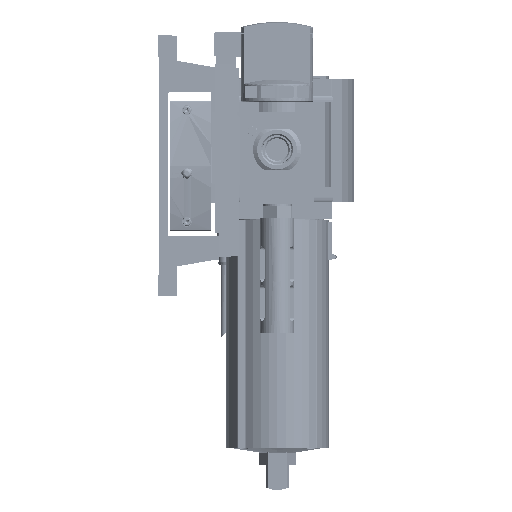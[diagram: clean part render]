
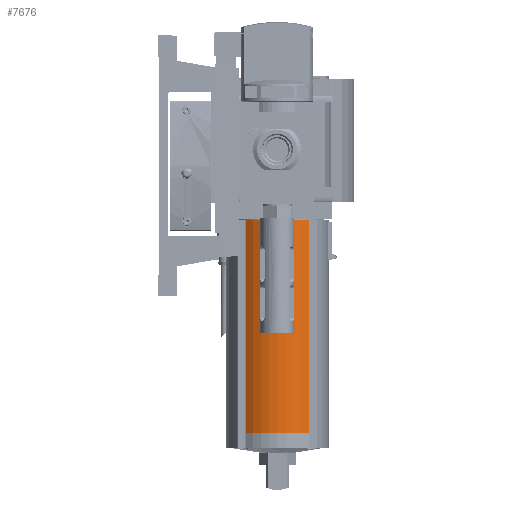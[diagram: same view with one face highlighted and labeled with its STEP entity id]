
A CAD part, left-side view. The second image highlights one B-rep face of the part: STEP entity #7676.
In plain terms, the highlighted cylindrical face has radius 41.5 mm (diameter 83 mm), a partial arc.
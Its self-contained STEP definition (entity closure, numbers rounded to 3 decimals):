
#7676=ADVANCED_FACE('',(#20957),#20958,.T.);
#20957=FACE_OUTER_BOUND('',#40395,.T.);
#20958=CYLINDRICAL_SURFACE('',#40396,41.5);
#40395=EDGE_LOOP('',(#63299,#63300,#63301,#63302));
#40396=AXIS2_PLACEMENT_3D('',#63303,#63304,#63305);
#63299=ORIENTED_EDGE('',*,*,#117237,.T.);
#63300=ORIENTED_EDGE('',*,*,#117286,.T.);
#63301=ORIENTED_EDGE('',*,*,#117287,.F.);
#63302=ORIENTED_EDGE('',*,*,#117258,.F.);
#63303=CARTESIAN_POINT('',(-9.759,-0.754,-277.659));
#63304=DIRECTION('',(0.,0.,1.0));
#63305=DIRECTION('',(0.,1.0,0.));
#117237=EDGE_CURVE('',#140935,#140932,#140936,.T.);
#117258=EDGE_CURVE('',#140935,#140972,#140973,.T.);
#117286=EDGE_CURVE('',#140932,#141018,#141019,.T.);
#117287=EDGE_CURVE('',#140972,#141018,#141020,.T.);
#140932=VERTEX_POINT('',#175909);
#140935=VERTEX_POINT('',#175912);
#140936=LINE('',#175913,#175914);
#140972=VERTEX_POINT('',#175955);
#140973=CIRCLE('',#175956,41.5);
#141018=VERTEX_POINT('',#176007);
#141019=CIRCLE('',#176008,41.5);
#141020=LINE('',#176009,#176010);
#175909=CARTESIAN_POINT('',(-41.827,25.587,-455.859));
#175912=CARTESIAN_POINT('',(-41.827,25.587,-279.159));
#175913=CARTESIAN_POINT('',(-41.827,25.587,-277.659));
#175914=VECTOR('',#225235,1000.0);
#175955=CARTESIAN_POINT('',(-41.827,-27.096,-279.159));
#175956=AXIS2_PLACEMENT_3D('',#225283,#225284,#225285);
#176007=CARTESIAN_POINT('',(-41.827,-27.096,-455.859));
#176008=AXIS2_PLACEMENT_3D('',#225346,#225347,#225348);
#176009=CARTESIAN_POINT('',(-41.827,-27.096,-277.659));
#176010=VECTOR('',#225349,1000.0);
#225235=DIRECTION('',(0.,0.,-1.0));
#225283=CARTESIAN_POINT('',(-9.759,-0.754,-279.159));
#225284=DIRECTION('',(0.,0.,1.0));
#225285=DIRECTION('',(0.,-1.0,0.));
#225346=CARTESIAN_POINT('',(-9.759,-0.754,-455.859));
#225347=DIRECTION('',(0.,0.,1.0));
#225348=DIRECTION('',(0.,-1.0,0.));
#225349=DIRECTION('',(0.,0.,-1.0));
